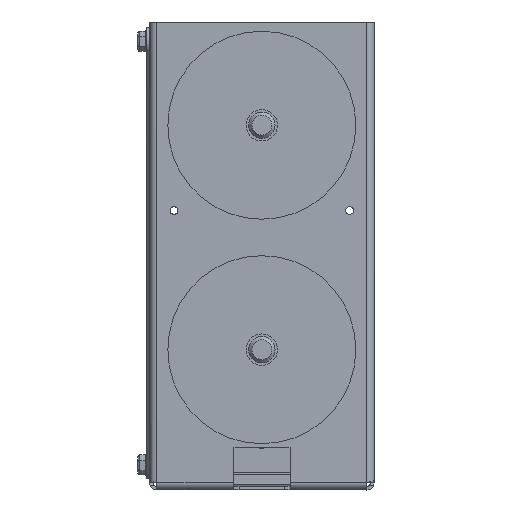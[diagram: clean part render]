
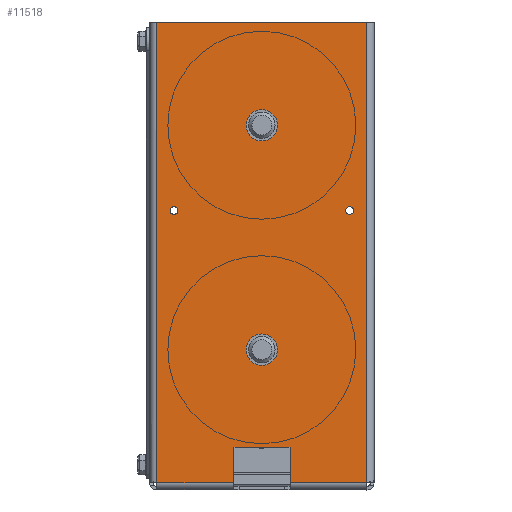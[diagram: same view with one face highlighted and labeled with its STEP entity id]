
A CAD part, front view. The second image highlights one B-rep face of the part: STEP entity #11518.
In plain terms, the highlighted planar face has unit normal (0, -1, 0).
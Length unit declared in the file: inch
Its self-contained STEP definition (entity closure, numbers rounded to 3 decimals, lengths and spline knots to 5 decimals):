
#552=FACE_BOUND('',#1886,.T.);
#553=FACE_BOUND('',#1887,.T.);
#554=FACE_BOUND('',#1888,.T.);
#555=FACE_BOUND('',#1889,.T.);
#818=PLANE('',#12514);
#1254=FACE_OUTER_BOUND('',#1885,.T.);
#1885=EDGE_LOOP('',(#8367,#8368,#8369,#8370,#8371,#8372,#8373,#8374,#8375,
#8376,#8377,#8378));
#1886=EDGE_LOOP('',(#8379));
#1887=EDGE_LOOP('',(#8380));
#1888=EDGE_LOOP('',(#8381));
#1889=EDGE_LOOP('',(#8382));
#2764=LINE('',#16752,#3768);
#2766=LINE('',#16758,#3770);
#2770=LINE('',#16768,#3774);
#2771=LINE('',#16770,#3775);
#2772=LINE('',#16772,#3776);
#2773=LINE('',#16774,#3777);
#2774=LINE('',#16776,#3778);
#2775=LINE('',#16778,#3779);
#2776=LINE('',#16780,#3780);
#2777=LINE('',#16782,#3781);
#2778=LINE('',#16784,#3782);
#2779=LINE('',#16785,#3783);
#3768=VECTOR('',#13889,0.3937);
#3770=VECTOR('',#13895,0.3937);
#3774=VECTOR('',#13903,0.3937);
#3775=VECTOR('',#13904,0.3937);
#3776=VECTOR('',#13905,0.3937);
#3777=VECTOR('',#13906,0.3937);
#3778=VECTOR('',#13907,0.3937);
#3779=VECTOR('',#13908,0.3937);
#3780=VECTOR('',#13909,0.3937);
#3781=VECTOR('',#13910,0.3937);
#3782=VECTOR('',#13911,0.3937);
#3783=VECTOR('',#13912,0.3937);
#4711=CIRCLE('',#12498,0.28);
#4713=CIRCLE('',#12501,0.28);
#4715=CIRCLE('',#12504,0.07);
#4717=CIRCLE('',#12507,0.07);
#5122=VERTEX_POINT('',#16724);
#5124=VERTEX_POINT('',#16730);
#5126=VERTEX_POINT('',#16736);
#5128=VERTEX_POINT('',#16742);
#5131=VERTEX_POINT('',#16749);
#5132=VERTEX_POINT('',#16751);
#5134=VERTEX_POINT('',#16757);
#5138=VERTEX_POINT('',#16767);
#5139=VERTEX_POINT('',#16769);
#5140=VERTEX_POINT('',#16771);
#5141=VERTEX_POINT('',#16773);
#5142=VERTEX_POINT('',#16775);
#5143=VERTEX_POINT('',#16777);
#5144=VERTEX_POINT('',#16779);
#5145=VERTEX_POINT('',#16781);
#5146=VERTEX_POINT('',#16783);
#6380=EDGE_CURVE('',#5122,#5122,#4711,.T.);
#6383=EDGE_CURVE('',#5124,#5124,#4713,.T.);
#6386=EDGE_CURVE('',#5126,#5126,#4715,.T.);
#6389=EDGE_CURVE('',#5128,#5128,#4717,.T.);
#6393=EDGE_CURVE('',#5131,#5132,#2764,.T.);
#6396=EDGE_CURVE('',#5134,#5132,#2766,.T.);
#6401=EDGE_CURVE('',#5138,#5131,#2770,.T.);
#6402=EDGE_CURVE('',#5139,#5138,#2771,.T.);
#6403=EDGE_CURVE('',#5140,#5139,#2772,.T.);
#6404=EDGE_CURVE('',#5141,#5140,#2773,.T.);
#6405=EDGE_CURVE('',#5141,#5142,#2774,.T.);
#6406=EDGE_CURVE('',#5142,#5143,#2775,.T.);
#6407=EDGE_CURVE('',#5143,#5144,#2776,.T.);
#6408=EDGE_CURVE('',#5144,#5145,#2777,.T.);
#6409=EDGE_CURVE('',#5145,#5146,#2778,.T.);
#6410=EDGE_CURVE('',#5146,#5134,#2779,.T.);
#8367=ORIENTED_EDGE('',*,*,#6393,.F.);
#8368=ORIENTED_EDGE('',*,*,#6401,.F.);
#8369=ORIENTED_EDGE('',*,*,#6402,.F.);
#8370=ORIENTED_EDGE('',*,*,#6403,.F.);
#8371=ORIENTED_EDGE('',*,*,#6404,.F.);
#8372=ORIENTED_EDGE('',*,*,#6405,.T.);
#8373=ORIENTED_EDGE('',*,*,#6406,.T.);
#8374=ORIENTED_EDGE('',*,*,#6407,.T.);
#8375=ORIENTED_EDGE('',*,*,#6408,.T.);
#8376=ORIENTED_EDGE('',*,*,#6409,.T.);
#8377=ORIENTED_EDGE('',*,*,#6410,.T.);
#8378=ORIENTED_EDGE('',*,*,#6396,.T.);
#8379=ORIENTED_EDGE('',*,*,#6380,.T.);
#8380=ORIENTED_EDGE('',*,*,#6383,.T.);
#8381=ORIENTED_EDGE('',*,*,#6386,.T.);
#8382=ORIENTED_EDGE('',*,*,#6389,.T.);
#11518=ADVANCED_FACE('',(#1254,#552,#553,#554,#555),#818,.T.);
#12498=AXIS2_PLACEMENT_3D('',#16725,#13859,#13860);
#12501=AXIS2_PLACEMENT_3D('',#16731,#13866,#13867);
#12504=AXIS2_PLACEMENT_3D('',#16737,#13873,#13874);
#12507=AXIS2_PLACEMENT_3D('',#16743,#13880,#13881);
#12514=AXIS2_PLACEMENT_3D('',#16766,#13901,#13902);
#13859=DIRECTION('center_axis',(0.,1.,0.));
#13860=DIRECTION('ref_axis',(-1.,0.,0.));
#13866=DIRECTION('center_axis',(0.,1.,0.));
#13867=DIRECTION('ref_axis',(-1.,0.,0.));
#13873=DIRECTION('center_axis',(0.,1.,0.));
#13874=DIRECTION('ref_axis',(-1.,0.,0.));
#13880=DIRECTION('center_axis',(0.,1.,0.));
#13881=DIRECTION('ref_axis',(-1.,0.,0.));
#13889=DIRECTION('',(0.,0.,-1.));
#13895=DIRECTION('',(1.,0.,0.));
#13901=DIRECTION('center_axis',(0.,-1.,0.));
#13902=DIRECTION('ref_axis',(0.,0.,-1.));
#13903=DIRECTION('',(1.,0.,0.));
#13904=DIRECTION('',(0.,0.,1.));
#13905=DIRECTION('',(-1.,0.,0.));
#13906=DIRECTION('',(0.,0.,-1.));
#13907=DIRECTION('',(-1.,0.,0.));
#13908=DIRECTION('',(0.,0.,1.));
#13909=DIRECTION('',(-1.,0.,0.));
#13910=DIRECTION('',(0.,0.,1.));
#13911=DIRECTION('',(1.,0.,0.));
#13912=DIRECTION('',(0.,0.,1.));
#16724=CARTESIAN_POINT('',(-2.22,-0.0635,0.));
#16725=CARTESIAN_POINT('Origin',(-2.5,-0.0635,
0.));
#16730=CARTESIAN_POINT('',(-6.22,-0.0635,0.));
#16731=CARTESIAN_POINT('Origin',(-6.5,-0.0635,
0.));
#16736=CARTESIAN_POINT('',(-4.91,-0.0635,-1.565));
#16737=CARTESIAN_POINT('Origin',(-4.98,-0.0635,-1.565));
#16742=CARTESIAN_POINT('',(-4.91,-0.0635,1.565));
#16743=CARTESIAN_POINT('Origin',(-4.98,-0.0635,1.565));
#16749=CARTESIAN_POINT('',(-0.127,-0.0635,1.873));
#16751=CARTESIAN_POINT('',(-0.127,-0.0635,0.505));
#16752=CARTESIAN_POINT('',(-0.127,-0.0635,0.));
#16757=CARTESIAN_POINT('',(-0.76,-0.0635,0.505));
#16758=CARTESIAN_POINT('',(0.,-0.0635,0.505));
#16766=CARTESIAN_POINT('Origin',(0.,-0.0635,0.));
#16767=CARTESIAN_POINT('',(-8.34,-0.0635,1.873));
#16768=CARTESIAN_POINT('',(-0.6063,-0.0635,1.873));
#16769=CARTESIAN_POINT('',(-8.34,-0.0635,-1.873));
#16770=CARTESIAN_POINT('',(-8.34,-0.0635,0.));
#16771=CARTESIAN_POINT('',(-0.127,-0.0635,-1.873));
#16772=CARTESIAN_POINT('',(-0.6063,-0.0635,-1.873));
#16773=CARTESIAN_POINT('',(-0.127,-0.0635,-0.505));
#16774=CARTESIAN_POINT('',(-0.127,-0.0635,0.));
#16775=CARTESIAN_POINT('',(-0.76,-0.0635,-0.505));
#16776=CARTESIAN_POINT('',(0.,-0.0635,-0.505));
#16777=CARTESIAN_POINT('',(-0.76,-0.0635,-0.475));
#16778=CARTESIAN_POINT('',(-0.76,-0.0635,-0.2275));
#16779=CARTESIAN_POINT('',(-0.7635,-0.0635,-0.475));
#16780=CARTESIAN_POINT('',(-0.38175,-0.0635,-0.475));
#16781=CARTESIAN_POINT('',(-0.7635,-0.0635,0.475));
#16782=CARTESIAN_POINT('',(-0.7635,-0.0635,0.2375));
#16783=CARTESIAN_POINT('',(-0.76,-0.0635,0.475));
#16784=CARTESIAN_POINT('',(-0.03175,-0.0635,0.475));
#16785=CARTESIAN_POINT('',(-0.76,-0.0635,0.2275));
